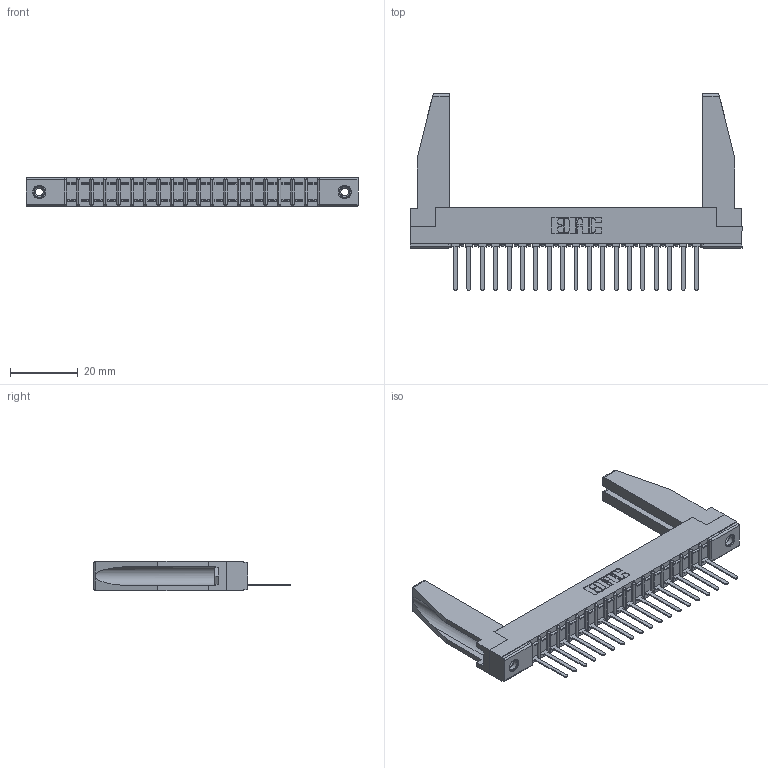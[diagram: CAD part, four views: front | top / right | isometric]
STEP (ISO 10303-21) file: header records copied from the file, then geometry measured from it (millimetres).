
FILE_DESCRIPTION (( 'STEP AP203' ), '1' );
FILE_NAME ('357-019-541-178.STEP', '2019-09-16T21:56:44', ( '' ), ( '' ), 'SwSTEP 2.0', 'SolidWorks 2016', '' );
FILE_SCHEMA (( 'CONFIG_CONTROL_DESIGN' ));
Length unit declared in the file: inch
Products named in the file (5): 307-290-002_541; 307-220-078; 345-250-001_345-250-001-102; 307 Part_.156 Dia Mounting Holes; 357-019-541-178
Assembly tree (24 placements, depth 2):
  357-019-541-178
    307 Part_.156 Dia Mounting Holes
    307-290-002_541  x19
    307-220-078  x2
    345-250-001_345-250-001-102  x2
Bounding box: 98.3 x 58.29 x 8.71 mm (x, y, z)
Volume: 10534.8 mm3; surface area: 15875.6 mm2
Topology: 24 solids, 24 shells, 1674 faces, 5061 edges, 3310 vertices
Faces by surface type: plane 1009, cylinder 609, sphere 40, cone 12, torus 4
Entity records: 22281 total; most frequent: CARTESIAN_POINT 3754, ORIENTED_EDGE 3700, DIRECTION 3614, EDGE_CURVE 1850, VECTOR 1410, LINE 1410, VERTEX_POINT 1200, AXIS2_PLACEMENT_3D 1102
